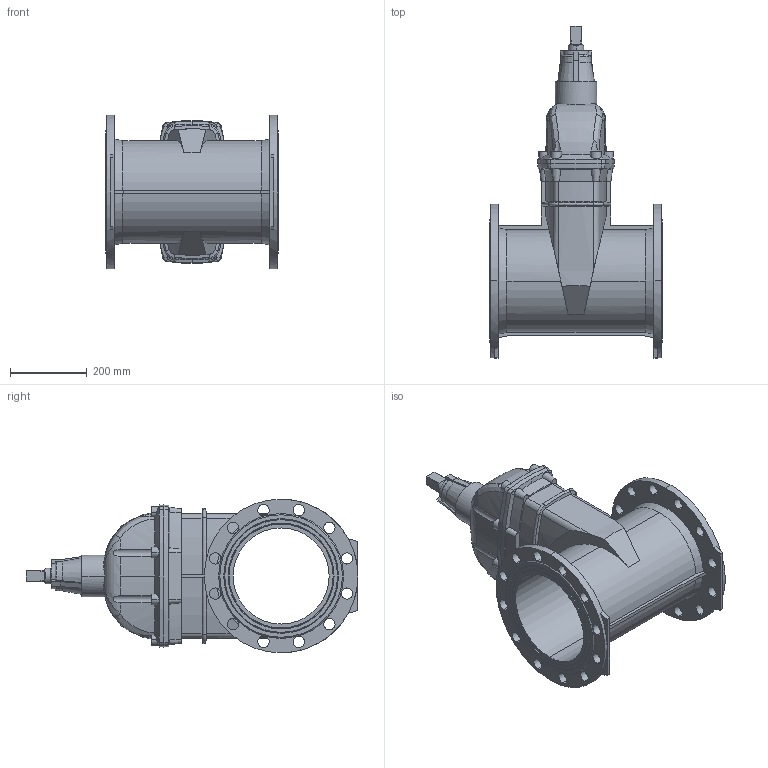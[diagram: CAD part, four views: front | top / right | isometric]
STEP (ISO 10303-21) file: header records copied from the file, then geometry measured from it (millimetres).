
FILE_DESCRIPTION (( 'STEP AP203' ), '1' );
FILE_NAME ('O_02_60_DN250.STEP', '2015-01-28T02:27:34', ( '' ), ( '' ), 'SwSTEP 2.0', 'SolidWorks 2012', '' );
FILE_SCHEMA (( 'CONFIG_CONTROL_DESIGN' ));
Length unit declared in the file: millimetre
Products named in the file (1): O_02_60_DN250
Bounding box: 450 x 864 x 400 mm (x, y, z)
Volume: 23781794 mm3; surface area: 1483702.3 mm2
Topology: 1 solids, 1 shells, 356 faces, 940 edges, 599 vertices
Faces by surface type: cone 122, cylinder 110, plane 82, torus 26, bspline 16
Entity records: 14053 total; most frequent: CARTESIAN_POINT 5276, ORIENTED_EDGE 1880, DIRECTION 1790, EDGE_CURVE 940, AXIS2_PLACEMENT_3D 743, VERTEX_POINT 599, EDGE_LOOP 419, CIRCLE 402
